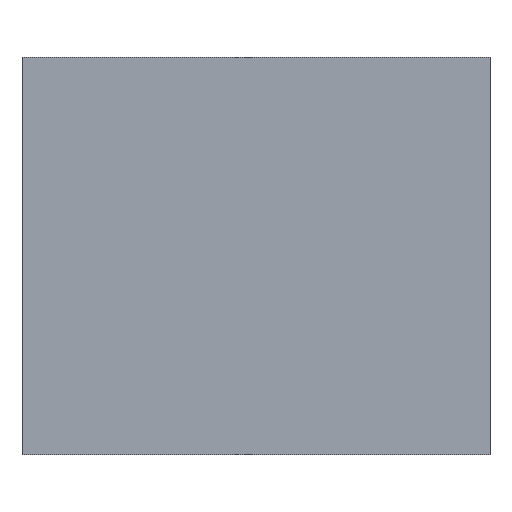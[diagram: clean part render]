
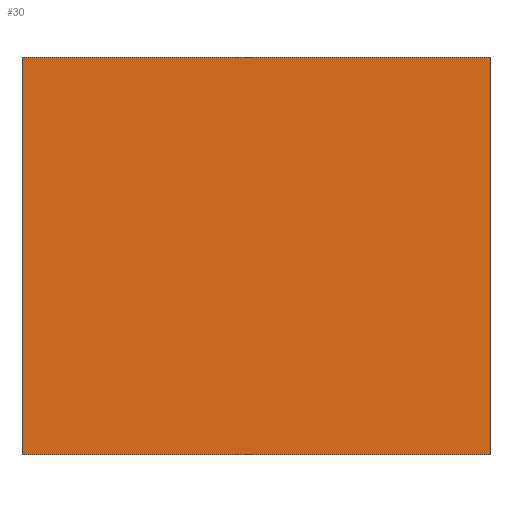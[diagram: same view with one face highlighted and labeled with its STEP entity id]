
A CAD part, front view. The second image highlights one B-rep face of the part: STEP entity #30.
In plain terms, the highlighted planar face has unit normal (0, -1, 0).
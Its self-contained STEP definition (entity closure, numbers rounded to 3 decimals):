
#30=ADVANCED_FACE('',(#58),#255,.T.);
#58=FACE_OUTER_BOUND('',#88,.F.);
#88=EDGE_LOOP('',(#141,#142,#143,#144));
#141=ORIENTED_EDGE('',*,*,#317,.F.);
#142=ORIENTED_EDGE('',*,*,#325,.F.);
#143=ORIENTED_EDGE('',*,*,#321,.T.);
#144=ORIENTED_EDGE('',*,*,#328,.T.);
#255=PLANE('',#568);
#317=EDGE_CURVE('',#516,#515,#381,.T.);
#321=EDGE_CURVE('',#512,#511,#385,.T.);
#325=EDGE_CURVE('',#512,#516,#389,.T.);
#328=EDGE_CURVE('',#511,#515,#392,.T.);
#381=LINE('',#859,#440);
#385=LINE('',#863,#444);
#389=LINE('',#867,#448);
#392=LINE('',#870,#451);
#440=VECTOR('',#608,10.6);
#444=VECTOR('',#612,10.6);
#448=VECTOR('',#616,9.);
#451=VECTOR('',#619,9.);
#511=VERTEX_POINT('',#731);
#512=VERTEX_POINT('',#732);
#515=VERTEX_POINT('',#735);
#516=VERTEX_POINT('',#736);
#568=AXIS2_PLACEMENT_3D('',#1037,#659,#660);
#608=DIRECTION('',(-1.,0.,0.));
#612=DIRECTION('',(-1.,0.,0.));
#616=DIRECTION('',(0.,0.,1.));
#619=DIRECTION('',(0.,0.,1.));
#659=DIRECTION('',(0.,-1.,0.));
#660=DIRECTION('',(-1.,0.,0.));
#731=CARTESIAN_POINT('',(-5.3,-2.85,0.));
#732=CARTESIAN_POINT('',(5.3,-2.85,0.));
#735=CARTESIAN_POINT('',(-5.3,-2.85,9.));
#736=CARTESIAN_POINT('',(5.3,-2.85,9.));
#859=CARTESIAN_POINT('',(5.3,-2.85,9.));
#863=CARTESIAN_POINT('',(5.3,-2.85,0.));
#867=CARTESIAN_POINT('',(5.3,-2.85,0.));
#870=CARTESIAN_POINT('',(-5.3,-2.85,0.));
#1037=CARTESIAN_POINT('',(5.406,-2.85,9.106));
